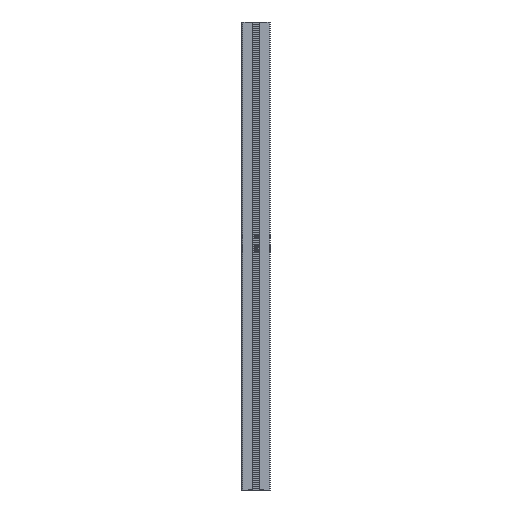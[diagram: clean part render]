
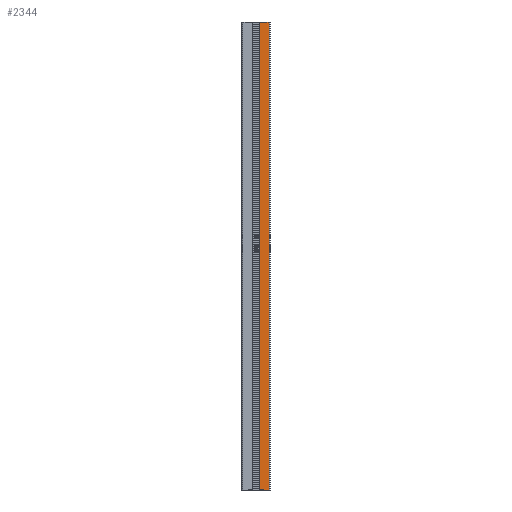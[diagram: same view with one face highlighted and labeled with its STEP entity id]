
A CAD part, left-side view. The second image highlights one B-rep face of the part: STEP entity #2344.
In plain terms, the highlighted planar face has unit normal (-1, 0, 0).
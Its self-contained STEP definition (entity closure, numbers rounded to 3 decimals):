
#33 = LINE ( 'NONE', #8105, #1794 ) ;
#225 = LINE ( 'NONE', #8404, #8622 ) ;
#708 = CARTESIAN_POINT ( 'NONE',  ( -15., -43., -1000. ) ) ;
#939 = CARTESIAN_POINT ( 'NONE',  ( -15., -22.6, -1000. ) ) ;
#1295 = LINE ( 'NONE', #4083, #4885 ) ;
#1326 = ORIENTED_EDGE ( 'NONE', *, *, #8884, .F. ) ;
#1351 = CARTESIAN_POINT ( 'NONE',  ( -15., 15., -1000. ) ) ;
#1569 = ORIENTED_EDGE ( 'NONE', *, *, #6863, .T. ) ;
#1794 = VECTOR ( 'NONE', #3433, 1000. ) ;
#1807 = AXIS2_PLACEMENT_3D ( 'NONE', #1351, #4089, #3415 ) ;
#2028 = PLANE ( 'NONE',  #1807 ) ;
#2344 = ADVANCED_FACE ( '�����38', ( #8177 ), #2028, .T. ) ;
#3289 = LINE ( 'NONE', #6032, #6608 ) ;
#3415 = DIRECTION ( 'NONE',  ( 0., 1., 0. ) ) ;
#3433 = DIRECTION ( 'NONE',  ( 0., 0., 1. ) ) ;
#3572 = ORIENTED_EDGE ( 'NONE', *, *, #5910, .F. ) ;
#3724 = CARTESIAN_POINT ( 'NONE',  ( -15., -43., 0. ) ) ;
#4083 = CARTESIAN_POINT ( 'NONE',  ( -15., -43., -1000. ) ) ;
#4089 = DIRECTION ( 'NONE',  ( -1., 0., 0. ) ) ;
#4885 = VECTOR ( 'NONE', #5523, 1000. ) ;
#5523 = DIRECTION ( 'NONE',  ( 0., 0., 1. ) ) ;
#5688 = VERTEX_POINT ( 'NONE', #939 ) ;
#5885 = EDGE_LOOP ( 'NONE', ( #3572, #1326, #7263, #1569 ) ) ;
#5910 = EDGE_CURVE ( 'NONE', #5688, #8407, #33, .T. ) ;
#6032 = CARTESIAN_POINT ( 'NONE',  ( -15., 15., -1000. ) ) ;
#6599 = EDGE_CURVE ( 'NONE', #8342, #8157, #1295, .T. ) ;
#6608 = VECTOR ( 'NONE', #8784, 1000. ) ;
#6863 = EDGE_CURVE ( 'NONE', #8157, #8407, #225, .T. ) ;
#7092 = DIRECTION ( 'NONE',  ( 0., 1., 0. ) ) ;
#7263 = ORIENTED_EDGE ( 'NONE', *, *, #6599, .T. ) ;
#8105 = CARTESIAN_POINT ( 'NONE',  ( -15., -22.6, -1000. ) ) ;
#8157 = VERTEX_POINT ( 'NONE', #3724 ) ;
#8177 = FACE_OUTER_BOUND ( 'NONE', #5885, .T. ) ;
#8342 = VERTEX_POINT ( 'NONE', #708 ) ;
#8404 = CARTESIAN_POINT ( 'NONE',  ( -15., 15., 0. ) ) ;
#8407 = VERTEX_POINT ( 'NONE', #8886 ) ;
#8622 = VECTOR ( 'NONE', #7092, 1000. ) ;
#8784 = DIRECTION ( 'NONE',  ( 0., 1., 0. ) ) ;
#8884 = EDGE_CURVE ( '������73', #8342, #5688, #3289, .T. ) ;
#8886 = CARTESIAN_POINT ( 'NONE',  ( -15., -22.6, 0. ) ) ;
